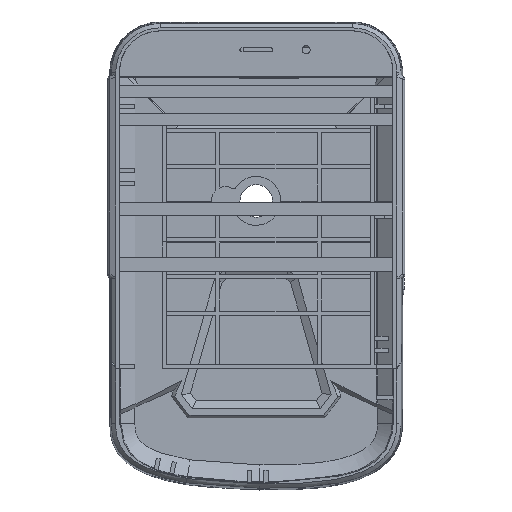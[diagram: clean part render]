
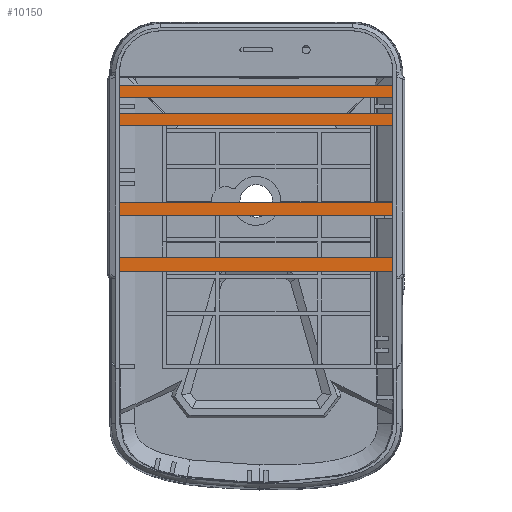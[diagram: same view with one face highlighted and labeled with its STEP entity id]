
A CAD part, top view. The second image highlights one B-rep face of the part: STEP entity #10150.
In plain terms, the highlighted planar face has unit normal (0, 0, 1).
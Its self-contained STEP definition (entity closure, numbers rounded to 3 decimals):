
#4589=DIRECTION('',(0.,1.,0.));
#4590=VECTOR('',#4589,10.444);
#4591=CARTESIAN_POINT('',(103.05,121.227,3.3));
#4592=LINE('',#4591,#4590);
#4631=DIRECTION('',(0.,1.,0.));
#4632=VECTOR('',#4631,19.1);
#4633=CARTESIAN_POINT('',(103.05,134.671,3.3));
#4634=LINE('',#4633,#4632);
#4673=DIRECTION('',(0.,1.,0.));
#4674=VECTOR('',#4673,4.);
#4675=CARTESIAN_POINT('',(103.05,156.671,3.3));
#4676=LINE('',#4675,#4674);
#4715=DIRECTION('',(0.,1.,0.));
#4716=VECTOR('',#4715,2.);
#4717=CARTESIAN_POINT('',(103.05,163.571,3.3));
#4718=LINE('',#4717,#4716);
#4767=DIRECTION('',(0.,1.,0.));
#4768=VECTOR('',#4767,1.2);
#4769=CARTESIAN_POINT('',(103.05,116.527,3.3));
#4770=LINE('',#4769,#4768);
#4809=DIRECTION('',(-1.,0.,0.));
#4810=VECTOR('',#4809,67.357);
#4811=CARTESIAN_POINT('',(170.407,121.227,3.3));
#4812=LINE('',#4811,#4810);
#4816=DIRECTION('',(0.,1.,0.));
#4817=VECTOR('',#4816,10.444);
#4818=CARTESIAN_POINT('',(170.407,121.227,3.3));
#4819=LINE('',#4818,#4817);
#4823=DIRECTION('',(0.,1.,0.));
#4824=VECTOR('',#4823,1.2);
#4825=CARTESIAN_POINT('',(170.407,116.527,3.3));
#4826=LINE('',#4825,#4824);
#4830=DIRECTION('',(0.,1.,0.));
#4831=VECTOR('',#4830,49.044);
#4832=CARTESIAN_POINT('',(101.217,116.527,3.3));
#4833=LINE('',#4832,#4831);
#4837=DIRECTION('',(0.,1.,0.));
#4838=VECTOR('',#4837,2.);
#4839=CARTESIAN_POINT('',(170.407,163.571,3.3));
#4840=LINE('',#4839,#4838);
#4844=DIRECTION('',(0.,1.,0.));
#4845=VECTOR('',#4844,19.1);
#4846=CARTESIAN_POINT('',(170.407,134.671,3.3));
#4847=LINE('',#4846,#4845);
#4851=DIRECTION('',(0.,1.,0.));
#4852=VECTOR('',#4851,4.);
#4853=CARTESIAN_POINT('',(170.407,156.671,3.3));
#4854=LINE('',#4853,#4852);
#4872=DIRECTION('',(1.,0.,0.));
#4873=VECTOR('',#4872,67.357);
#4874=CARTESIAN_POINT('',(103.05,131.671,3.3));
#4875=LINE('',#4874,#4873);
#4935=DIRECTION('',(1.,0.,0.));
#4936=VECTOR('',#4935,67.357);
#4937=CARTESIAN_POINT('',(103.05,160.671,3.3));
#4938=LINE('',#4937,#4936);
#5019=DIRECTION('',(1.,0.,0.));
#5020=VECTOR('',#5019,67.357);
#5021=CARTESIAN_POINT('',(103.05,153.771,3.3));
#5022=LINE('',#5021,#5020);
#5054=DIRECTION('',(-1.,0.,0.));
#5055=VECTOR('',#5054,67.357);
#5056=CARTESIAN_POINT('',(170.407,156.671,3.3));
#5057=LINE('',#5056,#5055);
#5082=DIRECTION('',(-1.,0.,0.));
#5083=VECTOR('',#5082,67.357);
#5084=CARTESIAN_POINT('',(170.407,134.671,3.3));
#5085=LINE('',#5084,#5083);
#5110=DIRECTION('',(-1.,0.,0.));
#5111=VECTOR('',#5110,67.357);
#5112=CARTESIAN_POINT('',(170.407,163.571,3.3));
#5113=LINE('',#5112,#5111);
#5117=DIRECTION('',(-1.,0.,0.));
#5118=VECTOR('',#5117,1.833);
#5119=CARTESIAN_POINT('',(103.05,165.571,3.3));
#5120=LINE('',#5119,#5118);
#5138=DIRECTION('',(-1.,0.,0.));
#5139=VECTOR('',#5138,1.933);
#5140=CARTESIAN_POINT('',(172.341,165.571,3.3));
#5141=LINE('',#5140,#5139);
#6315=DIRECTION('',(1.,0.,0.));
#6316=VECTOR('',#6315,1.933);
#6317=CARTESIAN_POINT('',(170.407,116.527,3.3));
#6318=LINE('',#6317,#6316);
#6336=DIRECTION('',(0.,1.,0.));
#6337=VECTOR('',#6336,49.044);
#6338=CARTESIAN_POINT('',(172.341,116.527,3.3));
#6339=LINE('',#6338,#6337);
#6955=DIRECTION('',(1.,0.,0.));
#6956=VECTOR('',#6955,67.357);
#6957=CARTESIAN_POINT('',(103.05,117.727,3.3));
#6958=LINE('',#6957,#6956);
#8825=DIRECTION('',(1.,0.,0.));
#8826=VECTOR('',#8825,1.833);
#8827=CARTESIAN_POINT('',(101.217,116.527,3.3));
#8828=LINE('',#8827,#8826);
#8847=CARTESIAN_POINT('',(103.05,116.527,3.3));
#8849=VERTEX_POINT('',#8847);
#8855=CARTESIAN_POINT('',(101.217,116.527,3.3));
#8856=VERTEX_POINT('',#8855);
#8861=CARTESIAN_POINT('',(101.217,165.571,3.3));
#8862=VERTEX_POINT('',#8861);
#8863=CARTESIAN_POINT('',(172.341,165.571,3.3));
#8864=CARTESIAN_POINT('',(170.407,165.571,3.3));
#8865=VERTEX_POINT('',#8863);
#8866=VERTEX_POINT('',#8864);
#8867=CARTESIAN_POINT('',(172.341,116.527,3.3));
#8868=VERTEX_POINT('',#8867);
#8869=CARTESIAN_POINT('',(170.407,116.527,3.3));
#8870=VERTEX_POINT('',#8869);
#8871=CARTESIAN_POINT('',(103.05,165.571,3.3));
#8872=VERTEX_POINT('',#8871);
#9460=CARTESIAN_POINT('',(170.407,117.727,3.3));
#9461=VERTEX_POINT('',#9460);
#9462=CARTESIAN_POINT('',(103.05,117.727,3.3));
#9463=VERTEX_POINT('',#9462);
#9464=CARTESIAN_POINT('',(170.407,121.227,3.3));
#9465=CARTESIAN_POINT('',(103.05,121.227,3.3));
#9466=VERTEX_POINT('',#9464);
#9467=VERTEX_POINT('',#9465);
#9468=CARTESIAN_POINT('',(103.05,131.671,3.3));
#9469=VERTEX_POINT('',#9468);
#9470=CARTESIAN_POINT('',(170.407,131.671,3.3));
#9471=VERTEX_POINT('',#9470);
#9472=CARTESIAN_POINT('',(170.407,134.671,3.3));
#9473=CARTESIAN_POINT('',(103.05,134.671,3.3));
#9474=VERTEX_POINT('',#9472);
#9475=VERTEX_POINT('',#9473);
#9476=CARTESIAN_POINT('',(103.05,153.771,3.3));
#9477=VERTEX_POINT('',#9476);
#9478=CARTESIAN_POINT('',(170.407,153.771,3.3));
#9479=VERTEX_POINT('',#9478);
#9480=CARTESIAN_POINT('',(170.407,156.671,3.3));
#9481=CARTESIAN_POINT('',(103.05,156.671,3.3));
#9482=VERTEX_POINT('',#9480);
#9483=VERTEX_POINT('',#9481);
#9484=CARTESIAN_POINT('',(103.05,160.671,3.3));
#9485=VERTEX_POINT('',#9484);
#9486=CARTESIAN_POINT('',(170.407,160.671,3.3));
#9487=VERTEX_POINT('',#9486);
#9488=CARTESIAN_POINT('',(170.407,163.571,3.3));
#9489=VERTEX_POINT('',#9488);
#9490=CARTESIAN_POINT('',(103.05,163.571,3.3));
#9491=VERTEX_POINT('',#9490);
#10100=CARTESIAN_POINT('',(0.,0.,3.3));
#10101=DIRECTION('',(0.,0.,1.));
#10102=DIRECTION('',(1.,0.,0.));
#10103=AXIS2_PLACEMENT_3D('',#10100,#10101,#10102);
#10104=PLANE('',#10103);
#10106=ORIENTED_EDGE('',*,*,#10105,.F.);
#10108=ORIENTED_EDGE('',*,*,#10107,.F.);
#10110=ORIENTED_EDGE('',*,*,#10109,.F.);
#10111=ORIENTED_EDGE('',*,*,#9890,.T.);
#10113=ORIENTED_EDGE('',*,*,#10112,.F.);
#10114=ORIENTED_EDGE('',*,*,#10077,.F.);
#10116=ORIENTED_EDGE('',*,*,#10115,.F.);
#10118=ORIENTED_EDGE('',*,*,#10117,.T.);
#10120=ORIENTED_EDGE('',*,*,#10119,.F.);
#10121=ORIENTED_EDGE('',*,*,#10045,.F.);
#10123=ORIENTED_EDGE('',*,*,#10122,.F.);
#10124=ORIENTED_EDGE('',*,*,#9822,.T.);
#10125=EDGE_LOOP('',(#10106,#10108,#10110,#10111,#10113,#10114,#10116,#10118,
#10120,#10121,#10123,#10124));
#10126=FACE_OUTER_BOUND('',#10125,.F.);
#10127=ORIENTED_EDGE('',*,*,#9870,.T.);
#10129=ORIENTED_EDGE('',*,*,#10128,.F.);
#10130=ORIENTED_EDGE('',*,*,#9997,.F.);
#10131=ORIENTED_EDGE('',*,*,#10095,.F.);
#10132=EDGE_LOOP('',(#10127,#10129,#10130,#10131));
#10133=FACE_BOUND('',#10132,.F.);
#10134=ORIENTED_EDGE('',*,*,#9854,.T.);
#10136=ORIENTED_EDGE('',*,*,#10135,.F.);
#10137=ORIENTED_EDGE('',*,*,#10013,.F.);
#10139=ORIENTED_EDGE('',*,*,#10138,.F.);
#10140=EDGE_LOOP('',(#10134,#10136,#10137,#10139));
#10141=FACE_BOUND('',#10140,.F.);
#10142=ORIENTED_EDGE('',*,*,#10029,.F.);
#10144=ORIENTED_EDGE('',*,*,#10143,.F.);
#10145=ORIENTED_EDGE('',*,*,#9838,.T.);
#10147=ORIENTED_EDGE('',*,*,#10146,.F.);
#10148=EDGE_LOOP('',(#10142,#10144,#10145,#10147));
#10149=FACE_BOUND('',#10148,.F.);
#9822=EDGE_CURVE('',#9489,#8866,#4840,.T.);
#9838=EDGE_CURVE('',#9482,#9487,#4854,.T.);
#9854=EDGE_CURVE('',#9474,#9479,#4847,.T.);
#9870=EDGE_CURVE('',#9466,#9471,#4819,.T.);
#9890=EDGE_CURVE('',#8870,#9461,#4826,.T.);
#9997=EDGE_CURVE('',#9467,#9469,#4592,.T.);
#10013=EDGE_CURVE('',#9475,#9477,#4634,.T.);
#10029=EDGE_CURVE('',#9483,#9485,#4676,.T.);
#10045=EDGE_CURVE('',#9491,#8872,#4718,.T.);
#10077=EDGE_CURVE('',#8849,#9463,#4770,.T.);
#10095=EDGE_CURVE('',#9466,#9467,#4812,.T.);
#10105=EDGE_CURVE('',#8865,#8866,#5141,.T.);
#10107=EDGE_CURVE('',#8868,#8865,#6339,.T.);
#10109=EDGE_CURVE('',#8870,#8868,#6318,.T.);
#10112=EDGE_CURVE('',#9463,#9461,#6958,.T.);
#10115=EDGE_CURVE('',#8856,#8849,#8828,.T.);
#10117=EDGE_CURVE('',#8856,#8862,#4833,.T.);
#10119=EDGE_CURVE('',#8872,#8862,#5120,.T.);
#10122=EDGE_CURVE('',#9489,#9491,#5113,.T.);
#10128=EDGE_CURVE('',#9469,#9471,#4875,.T.);
#10135=EDGE_CURVE('',#9477,#9479,#5022,.T.);
#10138=EDGE_CURVE('',#9474,#9475,#5085,.T.);
#10143=EDGE_CURVE('',#9482,#9483,#5057,.T.);
#10146=EDGE_CURVE('',#9485,#9487,#4938,.T.);
#10150=ADVANCED_FACE('',(#10126,#10133,#10141,#10149),#10104,.T.);
